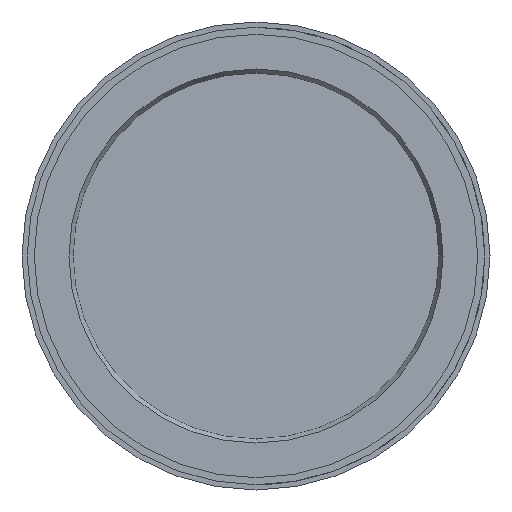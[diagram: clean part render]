
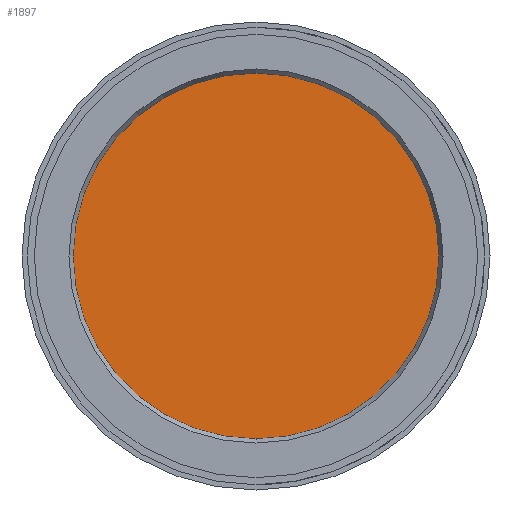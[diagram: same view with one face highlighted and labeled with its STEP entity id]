
A CAD part, left-side view. The second image highlights one B-rep face of the part: STEP entity #1897.
In plain terms, the highlighted planar face has unit normal (-1, 0, 0).
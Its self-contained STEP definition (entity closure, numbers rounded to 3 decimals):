
#99 = CARTESIAN_POINT ( 'NONE',  ( 5.3, 0., 0. ) ) ;
#185 = VERTEX_POINT ( 'NONE', #1107 ) ;
#218 = EDGE_CURVE ( 'NONE', #1098, #185, #1342, .T. ) ;
#279 = DIRECTION ( 'NONE',  ( 0., 0., -1. ) ) ;
#514 = EDGE_CURVE ( 'NONE', #185, #1098, #2022, .T. ) ;
#526 = CARTESIAN_POINT ( 'NONE',  ( 5.3, 27.5, 0. ) ) ;
#549 = ORIENTED_EDGE ( 'NONE', *, *, #514, .T. ) ;
#559 = CARTESIAN_POINT ( 'NONE',  ( 5.3, 0., 0. ) ) ;
#744 = DIRECTION ( 'NONE',  ( 0., 0., -1. ) ) ;
#763 = FACE_OUTER_BOUND ( 'NONE', #1338, .T. ) ;
#890 = AXIS2_PLACEMENT_3D ( 'NONE', #526, #896, #2176 ) ;
#896 = DIRECTION ( 'NONE',  ( -1., 0., 0. ) ) ;
#1098 = VERTEX_POINT ( 'NONE', #1161 ) ;
#1107 = CARTESIAN_POINT ( 'NONE',  ( 5.3, 0., -52. ) ) ;
#1161 = CARTESIAN_POINT ( 'NONE',  ( 5.3, 0., 52. ) ) ;
#1245 = AXIS2_PLACEMENT_3D ( 'NONE', #99, #1377, #279 ) ;
#1338 = EDGE_LOOP ( 'NONE', ( #549, #1713 ) ) ;
#1342 = CIRCLE ( 'NONE', #1516, 52. ) ;
#1377 = DIRECTION ( 'NONE',  ( -1., 0., 0. ) ) ;
#1444 = PLANE ( 'NONE',  #890 ) ;
#1516 = AXIS2_PLACEMENT_3D ( 'NONE', #559, #1840, #744 ) ;
#1713 = ORIENTED_EDGE ( 'NONE', *, *, #218, .T. ) ;
#1840 = DIRECTION ( 'NONE',  ( -1., 0., 0. ) ) ;
#1897 = ADVANCED_FACE ( 'NONE', ( #763 ), #1444, .T. ) ;
#2022 = CIRCLE ( 'NONE', #1245, 52. ) ;
#2176 = DIRECTION ( 'NONE',  ( 0., 0., 1. ) ) ;
